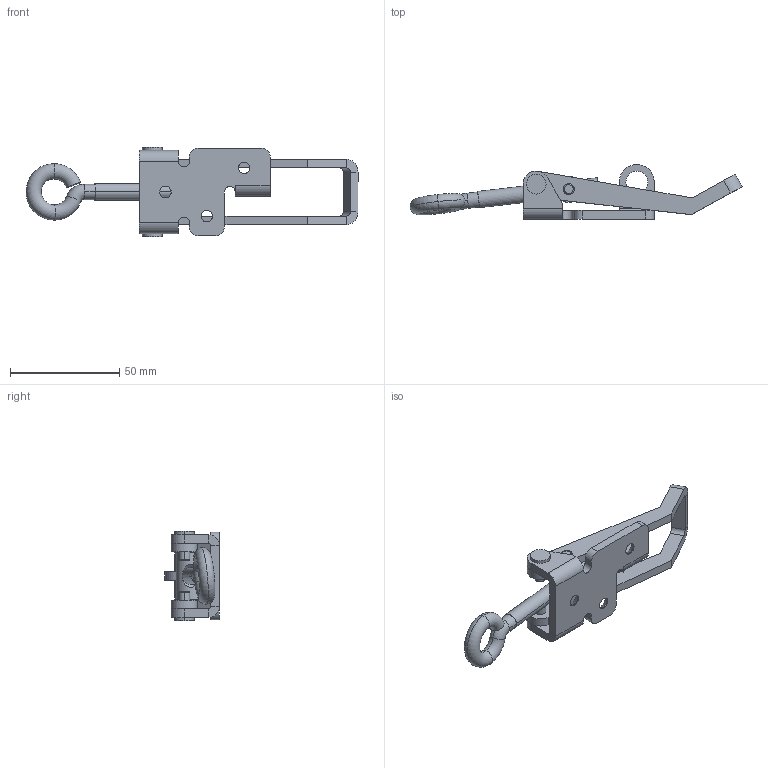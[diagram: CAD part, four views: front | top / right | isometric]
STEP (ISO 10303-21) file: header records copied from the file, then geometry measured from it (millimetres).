
FILE_DESCRIPTION (( 'STEP AP214' ), '1' );
FILE_NAME ('52093 - LC ZP Clutch lever.STEP', '2017-01-26T09:40:18', ( '' ), ( '' ), 'SwSTEP 2.0', 'SolidWorks 2015', '' );
FILE_SCHEMA (( 'AUTOMOTIVE_DESIGN' ));
Length unit declared in the file: millimetre
Products named in the file (6): 703 - Rulle; 704 - Rivet Gradin; 703 - Bygel; 703- Platta LC; 52093 - LC ZP Clutch lever; 703 - öglebult m8x60x12
Assembly tree (6 placements, depth 2):
  52093 - LC ZP Clutch lever
    703- Platta LC
    703 - Bygel
    704 - Rivet Gradin  x2
    703 - Rulle
    703 - öglebult m8x60x12
Bounding box: 151.92 x 25 x 41 mm (x, y, z)
Volume: 24496.8 mm3; surface area: 17198.6 mm2
Topology: 6 solids, 6 shells, 159 faces, 356 edges, 216 vertices
Faces by surface type: cylinder 68, plane 65, cone 18, torus 8
Entity records: 4544 total; most frequent: CARTESIAN_POINT 840, DIRECTION 800, ORIENTED_EDGE 668, EDGE_CURVE 334, AXIS2_PLACEMENT_3D 314, VERTEX_POINT 202, EDGE_LOOP 174, LINE 172
